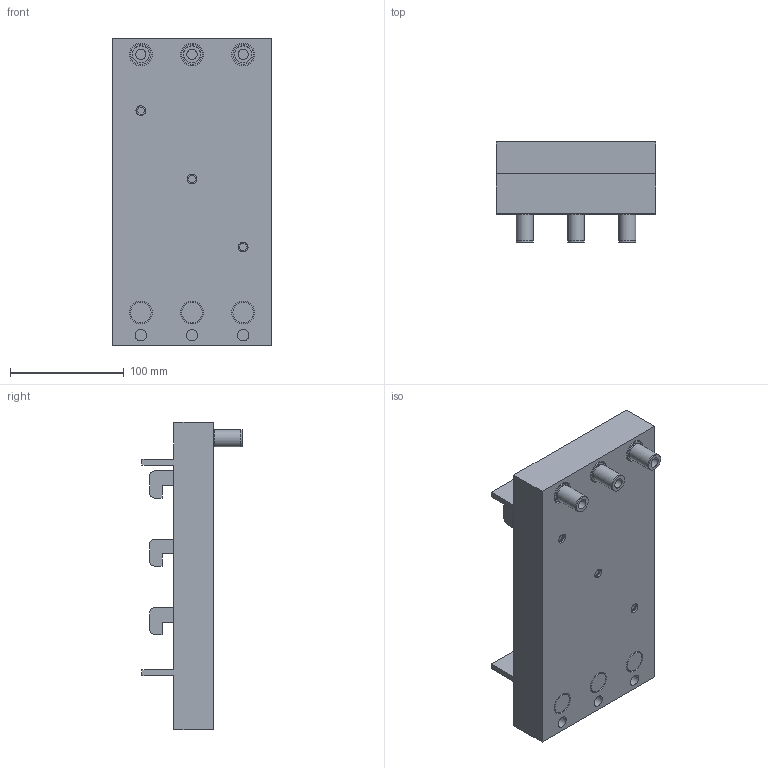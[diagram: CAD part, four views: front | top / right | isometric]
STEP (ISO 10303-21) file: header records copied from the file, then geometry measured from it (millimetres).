
FILE_DESCRIPTION(/* description */ ('STEP AP214'),/* implementation_level */ '2;1');
FILE_NAME(/* name */ '32157',/* time_stamp */ '2023-10-05T13:14:29+02:00',/* author */ ('License CC BY-ND 4.0'),/* organization */ ('CADENAS'),/* preprocessor_version */ 'ST-DEVELOPER v19.3',/* originating_system */ 'PARTsolutions',/* authorisation */ ' ');
FILE_SCHEMA (('AUTOMOTIVE_DESIGN {1 0 10303 214 3 1 1}'));
Length unit declared in the file: millimetre
Products named in the file (7): 32157; clamp3; copper_tube_15x9x25; contact_bar_l3_2; contact_bar_l2_2; contact_bar_l1_2; Basis140x272
Assembly tree (10 placements, depth 2):
  32157
    clamp3  x3
    copper_tube_15x9x25  x3
    contact_bar_l3_2
    contact_bar_l2_2
    contact_bar_l1_2
    Basis140x272
Bounding box: 140 x 88 x 270 mm (x, y, z)
Volume: 742530.1 mm3; surface area: 291474.3 mm2
Topology: 10 solids, 10 shells, 340 faces, 870 edges, 584 vertices
Faces by surface type: plane 244, cylinder 93, cone 3
Full cylindrical faces by diameter (mm): 8.5 x3, 9 x3, 10 x3, 12 x6, 14.5 x3, 14.9 x6, 15 x3, 18 x6, 20 x6
Entity records: 7121 total; most frequent: CARTESIAN_POINT 1201, DIRECTION 1172, ORIENTED_EDGE 1130, EDGE_CURVE 565, LINE 444, VECTOR 444, VERTEX_POINT 393, AXIS2_PLACEMENT_3D 364
